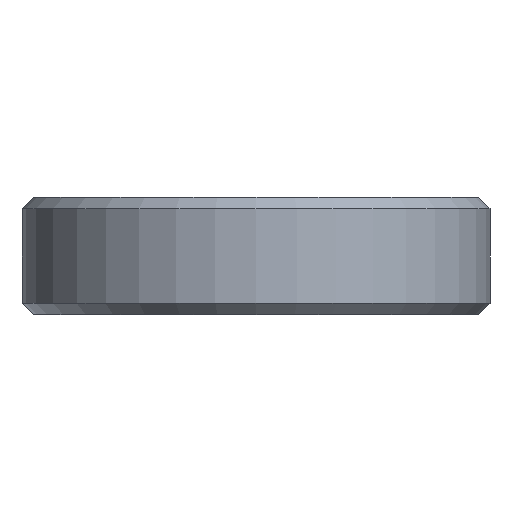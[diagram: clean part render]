
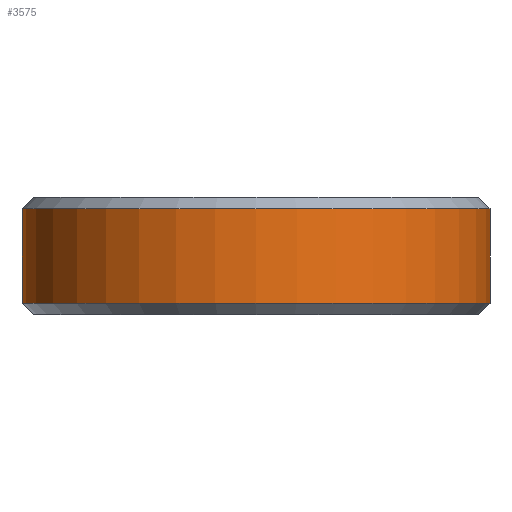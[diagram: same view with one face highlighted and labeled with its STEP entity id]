
A CAD part, left-side view. The second image highlights one B-rep face of the part: STEP entity #3575.
In plain terms, the highlighted cylindrical face has radius 6.25 mm (diameter 12.5 mm), a partial arc.
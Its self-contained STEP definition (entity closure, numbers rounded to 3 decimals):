
#972 = CONICAL_SURFACE('',#973,6.25,0.785);
#973 = AXIS2_PLACEMENT_3D('',#974,#975,#976);
#974 = CARTESIAN_POINT('',(0.,0.,0.3));
#975 = DIRECTION('',(0.,0.,1.));
#976 = DIRECTION('',(0.,1.,0.));
#1897 = VERTEX_POINT('',#1898);
#1898 = CARTESIAN_POINT('',(0.,-6.25,0.3));
#1933 = PLANE('',#1934);
#1934 = AXIS2_PLACEMENT_3D('',#1935,#1936,#1937);
#1935 = CARTESIAN_POINT('',(112.5,-6.25,0.));
#1936 = DIRECTION('',(0.,-1.,0.));
#1937 = DIRECTION('',(-1.,0.,0.));
#1952 = VERTEX_POINT('',#1953);
#1953 = CARTESIAN_POINT('',(0.,6.25,0.3));
#1967 = PLANE('',#1968);
#1968 = AXIS2_PLACEMENT_3D('',#1969,#1970,#1971);
#1969 = CARTESIAN_POINT('',(112.5,6.25,0.));
#1970 = DIRECTION('',(0.,-1.,0.));
#1971 = DIRECTION('',(-1.,0.,0.));
#2004 = EDGE_CURVE('',#1952,#1897,#2005,.T.);
#2005 = SURFACE_CURVE('',#2006,(#2011,#2018),.PCURVE_S1.);
#2006 = CIRCLE('',#2007,6.25);
#2007 = AXIS2_PLACEMENT_3D('',#2008,#2009,#2010);
#2008 = CARTESIAN_POINT('',(0.,0.,0.3));
#2009 = DIRECTION('',(0.,-0.,1.));
#2010 = DIRECTION('',(0.,1.,0.));
#2011 = PCURVE('',#972,#2012);
#2012 = DEFINITIONAL_REPRESENTATION('',(#2013),#2017);
#2013 = LINE('',#2014,#2015);
#2014 = CARTESIAN_POINT('',(0.,-0.));
#2015 = VECTOR('',#2016,1.);
#2016 = DIRECTION('',(1.,-0.));
#2017 = ( GEOMETRIC_REPRESENTATION_CONTEXT(2) 
PARAMETRIC_REPRESENTATION_CONTEXT() REPRESENTATION_CONTEXT('2D SPACE',''
  ) );
#2018 = PCURVE('',#2019,#2024);
#2019 = CYLINDRICAL_SURFACE('',#2020,6.25);
#2020 = AXIS2_PLACEMENT_3D('',#2021,#2022,#2023);
#2021 = CARTESIAN_POINT('',(0.,0.,0.));
#2022 = DIRECTION('',(-0.,-0.,-1.));
#2023 = DIRECTION('',(1.,0.,0.));
#2024 = DEFINITIONAL_REPRESENTATION('',(#2025),#2029);
#2025 = LINE('',#2026,#2027);
#2026 = CARTESIAN_POINT('',(-1.571,-0.3));
#2027 = VECTOR('',#2028,1.);
#2028 = DIRECTION('',(-1.,0.));
#2029 = ( GEOMETRIC_REPRESENTATION_CONTEXT(2) 
PARAMETRIC_REPRESENTATION_CONTEXT() REPRESENTATION_CONTEXT('2D SPACE',''
  ) );
#3473 = VERTEX_POINT('',#3474);
#3474 = CARTESIAN_POINT('',(0.,-6.25,2.825));
#3500 = EDGE_CURVE('',#1897,#3473,#3501,.T.);
#3501 = SURFACE_CURVE('',#3502,(#3506,#3513),.PCURVE_S1.);
#3502 = LINE('',#3503,#3504);
#3503 = CARTESIAN_POINT('',(0.,-6.25,0.));
#3504 = VECTOR('',#3505,1.);
#3505 = DIRECTION('',(0.,0.,1.));
#3506 = PCURVE('',#1933,#3507);
#3507 = DEFINITIONAL_REPRESENTATION('',(#3508),#3512);
#3508 = LINE('',#3509,#3510);
#3509 = CARTESIAN_POINT('',(112.5,0.));
#3510 = VECTOR('',#3511,1.);
#3511 = DIRECTION('',(0.,-1.));
#3512 = ( GEOMETRIC_REPRESENTATION_CONTEXT(2) 
PARAMETRIC_REPRESENTATION_CONTEXT() REPRESENTATION_CONTEXT('2D SPACE',''
  ) );
#3513 = PCURVE('',#2019,#3514);
#3514 = DEFINITIONAL_REPRESENTATION('',(#3515),#3519);
#3515 = LINE('',#3516,#3517);
#3516 = CARTESIAN_POINT('',(-4.712,0.));
#3517 = VECTOR('',#3518,1.);
#3518 = DIRECTION('',(-0.,-1.));
#3519 = ( GEOMETRIC_REPRESENTATION_CONTEXT(2) 
PARAMETRIC_REPRESENTATION_CONTEXT() REPRESENTATION_CONTEXT('2D SPACE',''
  ) );
#3527 = VERTEX_POINT('',#3528);
#3528 = CARTESIAN_POINT('',(0.,6.25,2.825));
#3554 = EDGE_CURVE('',#1952,#3527,#3555,.T.);
#3555 = SURFACE_CURVE('',#3556,(#3560,#3567),.PCURVE_S1.);
#3556 = LINE('',#3557,#3558);
#3557 = CARTESIAN_POINT('',(0.,6.25,0.));
#3558 = VECTOR('',#3559,1.);
#3559 = DIRECTION('',(0.,0.,1.));
#3560 = PCURVE('',#1967,#3561);
#3561 = DEFINITIONAL_REPRESENTATION('',(#3562),#3566);
#3562 = LINE('',#3563,#3564);
#3563 = CARTESIAN_POINT('',(112.5,0.));
#3564 = VECTOR('',#3565,1.);
#3565 = DIRECTION('',(0.,-1.));
#3566 = ( GEOMETRIC_REPRESENTATION_CONTEXT(2) 
PARAMETRIC_REPRESENTATION_CONTEXT() REPRESENTATION_CONTEXT('2D SPACE',''
  ) );
#3567 = PCURVE('',#2019,#3568);
#3568 = DEFINITIONAL_REPRESENTATION('',(#3569),#3573);
#3569 = LINE('',#3570,#3571);
#3570 = CARTESIAN_POINT('',(-1.571,0.));
#3571 = VECTOR('',#3572,1.);
#3572 = DIRECTION('',(-0.,-1.));
#3573 = ( GEOMETRIC_REPRESENTATION_CONTEXT(2) 
PARAMETRIC_REPRESENTATION_CONTEXT() REPRESENTATION_CONTEXT('2D SPACE',''
  ) );
#3575 = ADVANCED_FACE('',(#3576),#2019,.T.);
#3576 = FACE_BOUND('',#3577,.F.);
#3577 = EDGE_LOOP('',(#3578,#3579,#3606,#3607));
#3578 = ORIENTED_EDGE('',*,*,#3554,.T.);
#3579 = ORIENTED_EDGE('',*,*,#3580,.T.);
#3580 = EDGE_CURVE('',#3527,#3473,#3581,.T.);
#3581 = SURFACE_CURVE('',#3582,(#3587,#3594),.PCURVE_S1.);
#3582 = CIRCLE('',#3583,6.25);
#3583 = AXIS2_PLACEMENT_3D('',#3584,#3585,#3586);
#3584 = CARTESIAN_POINT('',(0.,0.,2.825));
#3585 = DIRECTION('',(0.,-0.,1.));
#3586 = DIRECTION('',(0.,1.,0.));
#3587 = PCURVE('',#2019,#3588);
#3588 = DEFINITIONAL_REPRESENTATION('',(#3589),#3593);
#3589 = LINE('',#3590,#3591);
#3590 = CARTESIAN_POINT('',(-1.571,-2.825));
#3591 = VECTOR('',#3592,1.);
#3592 = DIRECTION('',(-1.,0.));
#3593 = ( GEOMETRIC_REPRESENTATION_CONTEXT(2) 
PARAMETRIC_REPRESENTATION_CONTEXT() REPRESENTATION_CONTEXT('2D SPACE',''
  ) );
#3594 = PCURVE('',#3595,#3600);
#3595 = CONICAL_SURFACE('',#3596,6.25,0.785);
#3596 = AXIS2_PLACEMENT_3D('',#3597,#3598,#3599);
#3597 = CARTESIAN_POINT('',(0.,0.,2.825));
#3598 = DIRECTION('',(-0.,-0.,-1.));
#3599 = DIRECTION('',(0.,1.,0.));
#3600 = DEFINITIONAL_REPRESENTATION('',(#3601),#3605);
#3601 = LINE('',#3602,#3603);
#3602 = CARTESIAN_POINT('',(-0.,-0.));
#3603 = VECTOR('',#3604,1.);
#3604 = DIRECTION('',(-1.,-0.));
#3605 = ( GEOMETRIC_REPRESENTATION_CONTEXT(2) 
PARAMETRIC_REPRESENTATION_CONTEXT() REPRESENTATION_CONTEXT('2D SPACE',''
  ) );
#3606 = ORIENTED_EDGE('',*,*,#3500,.F.);
#3607 = ORIENTED_EDGE('',*,*,#2004,.F.);
